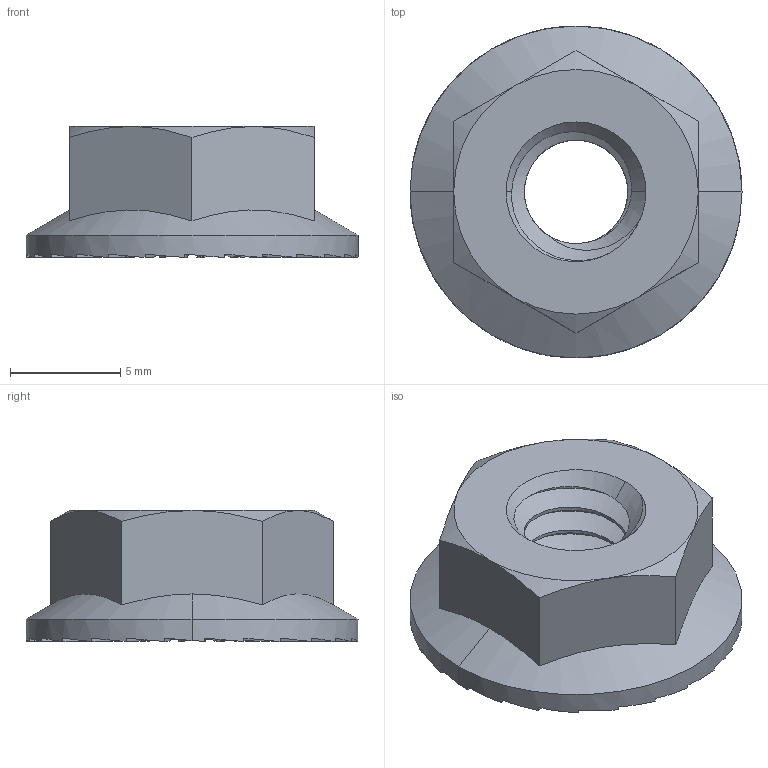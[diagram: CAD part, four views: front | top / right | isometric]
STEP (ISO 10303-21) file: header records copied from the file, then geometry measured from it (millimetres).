
FILE_DESCRIPTION (( 'STEP AP203' ), '1' );
FILE_NAME ('96282A101_High-Strength Steel Serrated Flange Locknut.STEP', '2021-07-11T08:59:00', ( 'Administrator' ), ( 'Managed by Terraform' ), 'SwSTEP 2.0', 'SolidWorks 2017', '' );
FILE_SCHEMA (( 'CONFIG_CONTROL_DESIGN' ));
Length unit declared in the file: inch
Products named in the file (1): 96282A101_High-Strength Steel Serrated Flange Locknut
Bounding box: 15.08 x 15.08 x 5.95 mm (x, y, z)
Volume: 577.8 mm3; surface area: 690.9 mm2
Topology: 1 solids, 1 shells, 143 faces, 387 edges, 246 vertices
Faces by surface type: cylinder 66, plane 60, cone 14, bspline 3
Entity records: 5595 total; most frequent: CARTESIAN_POINT 2384, ORIENTED_EDGE 774, DIRECTION 577, EDGE_CURVE 387, VERTEX_POINT 246, AXIS2_PLACEMENT_3D 237, EDGE_LOOP 145, ADVANCED_FACE 143
